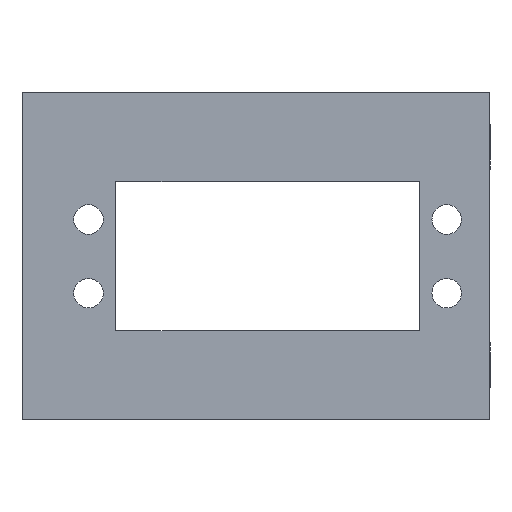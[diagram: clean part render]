
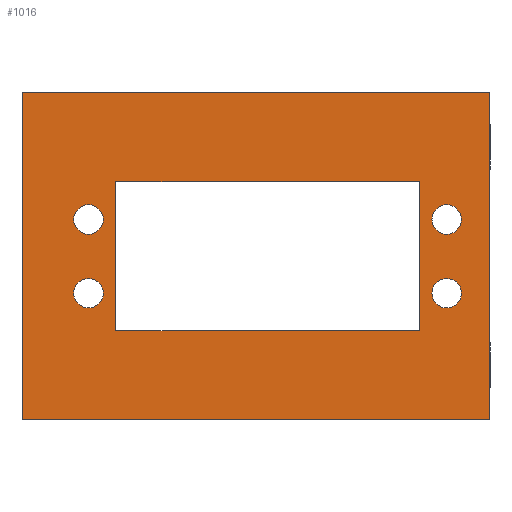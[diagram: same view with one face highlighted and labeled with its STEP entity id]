
A CAD part, left-side view. The second image highlights one B-rep face of the part: STEP entity #1016.
In plain terms, the highlighted planar face has unit normal (-1, 0, 0).
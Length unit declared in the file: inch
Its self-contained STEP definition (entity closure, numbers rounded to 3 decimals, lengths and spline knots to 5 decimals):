
#2 = EDGE_CURVE ( 'NONE', #1308, #560, #375, .T. ) ;
#8 = LINE ( 'NONE', #735, #1326 ) ;
#12 = CARTESIAN_POINT ( 'NONE',  ( 0., 2.06594, 0.195 ) ) ;
#27 = VECTOR ( 'NONE', #61, 39.37008 ) ;
#29 = ORIENTED_EDGE ( 'NONE', *, *, #1220, .T. ) ;
#34 = CARTESIAN_POINT ( 'NONE',  ( 0., 0.31004, 0.195 ) ) ;
#39 = EDGE_CURVE ( 'NONE', #586, #391, #551, .T. ) ;
#44 = FACE_BOUND ( 'NONE', #618, .T. ) ;
#50 = CIRCLE ( 'NONE', #673, 0.07874 ) ;
#54 = CARTESIAN_POINT ( 'NONE',  ( 0., 0.37787, 0.39685 ) ) ;
#57 = FACE_BOUND ( 'NONE', #286, .T. ) ;
#59 = EDGE_CURVE ( 'NONE', #139, #947, #1150, .T. ) ;
#61 = DIRECTION ( 'NONE',  ( 0., 1., 0. ) ) ;
#81 = VERTEX_POINT ( 'NONE', #1143 ) ;
#87 = AXIS2_PLACEMENT_3D ( 'NONE', #442, #219, #129 ) ;
#88 = EDGE_CURVE ( 'NONE', #947, #569, #142, .T. ) ;
#98 = DIRECTION ( 'NONE',  ( 1., 0., 0. ) ) ;
#129 = DIRECTION ( 'NONE',  ( 0., 1., 0. ) ) ;
#131 = CIRCLE ( 'NONE', #258, 0.07874 ) ;
#132 = DIRECTION ( 'NONE',  ( 0., 1., 0. ) ) ;
#139 = VERTEX_POINT ( 'NONE', #1090 ) ;
#140 = CARTESIAN_POINT ( 'NONE',  ( 0., 2.06594, -0.1987 ) ) ;
#142 = LINE ( 'NONE', #1236, #1289 ) ;
#152 = DIRECTION ( 'NONE',  ( 0., 1., 0. ) ) ;
#191 = DIRECTION ( 'NONE',  ( 0., 1., 0. ) ) ;
#208 = VERTEX_POINT ( 'NONE', #459 ) ;
#219 = DIRECTION ( 'NONE',  ( 1., 0., 0. ) ) ;
#226 = VERTEX_POINT ( 'NONE', #54 ) ;
#248 = CIRCLE ( 'NONE', #843, 0.07874 ) ;
#258 = AXIS2_PLACEMENT_3D ( 'NONE', #531, #727, #421 ) ;
#269 = EDGE_CURVE ( 'NONE', #81, #923, #986, .T. ) ;
#286 = EDGE_LOOP ( 'NONE', ( #410, #1066 ) ) ;
#303 = EDGE_CURVE ( 'NONE', #391, #226, #8, .T. ) ;
#320 = DIRECTION ( 'NONE',  ( 0., 0., -1. ) ) ;
#321 = EDGE_CURVE ( 'NONE', #842, #1230, #131, .T. ) ;
#335 = CARTESIAN_POINT ( 'NONE',  ( 0., 1.99811, 0.39685 ) ) ;
#364 = CARTESIAN_POINT ( 'NONE',  ( 0., 0.15256, 0.195 ) ) ;
#372 = AXIS2_PLACEMENT_3D ( 'NONE', #466, #98, #401 ) ;
#375 = CIRCLE ( 'NONE', #87, 0.07874 ) ;
#391 = VERTEX_POINT ( 'NONE', #1062 ) ;
#394 = CARTESIAN_POINT ( 'NONE',  ( 0., 1.99811, -0.40055 ) ) ;
#401 = DIRECTION ( 'NONE',  ( 0., 1., 0. ) ) ;
#402 = ORIENTED_EDGE ( 'NONE', *, *, #1307, .T. ) ;
#410 = ORIENTED_EDGE ( 'NONE', *, *, #2, .T. ) ;
#415 = ORIENTED_EDGE ( 'NONE', *, *, #303, .T. ) ;
#421 = DIRECTION ( 'NONE',  ( 0., 1., 0. ) ) ;
#431 = DIRECTION ( 'NONE',  ( 0., -1., 0. ) ) ;
#442 = CARTESIAN_POINT ( 'NONE',  ( 0., 0.2313, -0.1987 ) ) ;
#449 = LINE ( 'NONE', #463, #1162 ) ;
#456 = FACE_BOUND ( 'NONE', #1020, .T. ) ;
#457 = CARTESIAN_POINT ( 'NONE',  ( 0., 2.14469, -0.1987 ) ) ;
#459 = CARTESIAN_POINT ( 'NONE',  ( 0., 2.5, -0.875 ) ) ;
#463 = CARTESIAN_POINT ( 'NONE',  ( 0., 2.5, 0.875 ) ) ;
#466 = CARTESIAN_POINT ( 'NONE',  ( 0., 2.14469, 0.195 ) ) ;
#486 = CARTESIAN_POINT ( 'NONE',  ( 0., 0.15256, -0.1987 ) ) ;
#498 = ORIENTED_EDGE ( 'NONE', *, *, #269, .T. ) ;
#503 = VECTOR ( 'NONE', #742, 39.37008 ) ;
#512 = LINE ( 'NONE', #1144, #1038 ) ;
#519 = ORIENTED_EDGE ( 'NONE', *, *, #823, .T. ) ;
#531 = CARTESIAN_POINT ( 'NONE',  ( 0., 2.14469, 0.195 ) ) ;
#537 = EDGE_CURVE ( 'NONE', #923, #81, #559, .T. ) ;
#541 = ORIENTED_EDGE ( 'NONE', *, *, #39, .T. ) ;
#542 = EDGE_CURVE ( 'NONE', #1230, #842, #1306, .T. ) ;
#551 = LINE ( 'NONE', #335, #750 ) ;
#552 = CARTESIAN_POINT ( 'NONE',  ( 0., 0.31004, -0.1987 ) ) ;
#559 = CIRCLE ( 'NONE', #813, 0.07874 ) ;
#560 = VERTEX_POINT ( 'NONE', #486 ) ;
#568 = CARTESIAN_POINT ( 'NONE',  ( 0., 0.2313, -0.1987 ) ) ;
#569 = VERTEX_POINT ( 'NONE', #1115 ) ;
#578 = CARTESIAN_POINT ( 'NONE',  ( 0., 1.99811, -0.40055 ) ) ;
#586 = VERTEX_POINT ( 'NONE', #394 ) ;
#593 = EDGE_LOOP ( 'NONE', ( #29, #1116, #1222, #519 ) ) ;
#618 = EDGE_LOOP ( 'NONE', ( #674, #1093 ) ) ;
#640 = CARTESIAN_POINT ( 'NONE',  ( 0., 0., 0.875 ) ) ;
#662 = EDGE_LOOP ( 'NONE', ( #498, #1200 ) ) ;
#667 = CARTESIAN_POINT ( 'NONE',  ( 0., 2.22343, 0.195 ) ) ;
#673 = AXIS2_PLACEMENT_3D ( 'NONE', #779, #1064, #132 ) ;
#674 = ORIENTED_EDGE ( 'NONE', *, *, #321, .T. ) ;
#687 = AXIS2_PLACEMENT_3D ( 'NONE', #777, #1117, #191 ) ;
#727 = DIRECTION ( 'NONE',  ( 1., 0., 0. ) ) ;
#735 = CARTESIAN_POINT ( 'NONE',  ( 0., 1.99811, 0.39685 ) ) ;
#737 = DIRECTION ( 'NONE',  ( 0., 0., 1. ) ) ;
#742 = DIRECTION ( 'NONE',  ( 0., 0., -1. ) ) ;
#750 = VECTOR ( 'NONE', #737, 39.37008 ) ;
#769 = AXIS2_PLACEMENT_3D ( 'NONE', #568, #1279, #1264 ) ;
#774 = FACE_OUTER_BOUND ( 'NONE', #593, .T. ) ;
#777 = CARTESIAN_POINT ( 'NONE',  ( 0., 2.14469, -0.1987 ) ) ;
#779 = CARTESIAN_POINT ( 'NONE',  ( 0., 0.2313, 0.195 ) ) ;
#803 = VERTEX_POINT ( 'NONE', #364 ) ;
#810 = EDGE_CURVE ( 'NONE', #896, #803, #248, .T. ) ;
#813 = AXIS2_PLACEMENT_3D ( 'NONE', #457, #1276, #152 ) ;
#814 = EDGE_LOOP ( 'NONE', ( #541, #415, #1028, #402 ) ) ;
#823 = EDGE_CURVE ( 'NONE', #139, #208, #449, .T. ) ;
#836 = EDGE_CURVE ( 'NONE', #560, #1308, #1049, .T. ) ;
#842 = VERTEX_POINT ( 'NONE', #667 ) ;
#843 = AXIS2_PLACEMENT_3D ( 'NONE', #869, #1071, #1171 ) ;
#859 = DIRECTION ( 'NONE',  ( 1., 0., 0. ) ) ;
#869 = CARTESIAN_POINT ( 'NONE',  ( 0., 0.2313, 0.195 ) ) ;
#893 = EDGE_CURVE ( 'NONE', #226, #1043, #1258, .T. ) ;
#896 = VERTEX_POINT ( 'NONE', #34 ) ;
#906 = AXIS2_PLACEMENT_3D ( 'NONE', #1054, #859, #1275 ) ;
#923 = VERTEX_POINT ( 'NONE', #140 ) ;
#938 = DIRECTION ( 'NONE',  ( 0., -1., 0. ) ) ;
#947 = VERTEX_POINT ( 'NONE', #1173 ) ;
#964 = FACE_BOUND ( 'NONE', #814, .T. ) ;
#986 = CIRCLE ( 'NONE', #687, 0.07874 ) ;
#1016 = ADVANCED_FACE ( 'NONE', ( #964, #57, #44, #1286, #456, #774 ), #1185, .F. ) ;
#1020 = EDGE_LOOP ( 'NONE', ( #1311, #1280 ) ) ;
#1028 = ORIENTED_EDGE ( 'NONE', *, *, #893, .T. ) ;
#1038 = VECTOR ( 'NONE', #431, 39.37008 ) ;
#1043 = VERTEX_POINT ( 'NONE', #1088 ) ;
#1049 = CIRCLE ( 'NONE', #769, 0.07874 ) ;
#1054 = CARTESIAN_POINT ( 'NONE',  ( 0., 0., 0.875 ) ) ;
#1059 = CARTESIAN_POINT ( 'NONE',  ( 0., 0.37787, 0.39685 ) ) ;
#1062 = CARTESIAN_POINT ( 'NONE',  ( 0., 1.99811, 0.39685 ) ) ;
#1064 = DIRECTION ( 'NONE',  ( 1., 0., 0. ) ) ;
#1066 = ORIENTED_EDGE ( 'NONE', *, *, #836, .T. ) ;
#1071 = DIRECTION ( 'NONE',  ( 1., 0., 0. ) ) ;
#1080 = DIRECTION ( 'NONE',  ( 0., 0., -1. ) ) ;
#1088 = CARTESIAN_POINT ( 'NONE',  ( 0., 0.37787, -0.40055 ) ) ;
#1090 = CARTESIAN_POINT ( 'NONE',  ( 0., 2.5, 0.875 ) ) ;
#1091 = LINE ( 'NONE', #578, #27 ) ;
#1093 = ORIENTED_EDGE ( 'NONE', *, *, #542, .T. ) ;
#1115 = CARTESIAN_POINT ( 'NONE',  ( 0., 0., -0.875 ) ) ;
#1116 = ORIENTED_EDGE ( 'NONE', *, *, #88, .F. ) ;
#1117 = DIRECTION ( 'NONE',  ( 1., 0., 0. ) ) ;
#1143 = CARTESIAN_POINT ( 'NONE',  ( 0., 2.22343, -0.1987 ) ) ;
#1144 = CARTESIAN_POINT ( 'NONE',  ( 0., 0., -0.875 ) ) ;
#1150 = LINE ( 'NONE', #640, #1181 ) ;
#1162 = VECTOR ( 'NONE', #1080, 39.37008 ) ;
#1171 = DIRECTION ( 'NONE',  ( 0., 1., 0. ) ) ;
#1173 = CARTESIAN_POINT ( 'NONE',  ( 0., 0., 0.875 ) ) ;
#1181 = VECTOR ( 'NONE', #1242, 39.37008 ) ;
#1185 = PLANE ( 'NONE',  #906 ) ;
#1200 = ORIENTED_EDGE ( 'NONE', *, *, #537, .T. ) ;
#1220 = EDGE_CURVE ( 'NONE', #208, #569, #512, .T. ) ;
#1222 = ORIENTED_EDGE ( 'NONE', *, *, #59, .F. ) ;
#1230 = VERTEX_POINT ( 'NONE', #12 ) ;
#1236 = CARTESIAN_POINT ( 'NONE',  ( 0., 0., 0.875 ) ) ;
#1242 = DIRECTION ( 'NONE',  ( 0., -1., 0. ) ) ;
#1258 = LINE ( 'NONE', #1059, #503 ) ;
#1264 = DIRECTION ( 'NONE',  ( 0., 1., 0. ) ) ;
#1275 = DIRECTION ( 'NONE',  ( 0., 0., -1. ) ) ;
#1276 = DIRECTION ( 'NONE',  ( 1., 0., 0. ) ) ;
#1279 = DIRECTION ( 'NONE',  ( 1., 0., 0. ) ) ;
#1280 = ORIENTED_EDGE ( 'NONE', *, *, #1301, .T. ) ;
#1286 = FACE_BOUND ( 'NONE', #662, .T. ) ;
#1289 = VECTOR ( 'NONE', #320, 39.37008 ) ;
#1301 = EDGE_CURVE ( 'NONE', #803, #896, #50, .T. ) ;
#1306 = CIRCLE ( 'NONE', #372, 0.07874 ) ;
#1307 = EDGE_CURVE ( 'NONE', #1043, #586, #1091, .T. ) ;
#1308 = VERTEX_POINT ( 'NONE', #552 ) ;
#1311 = ORIENTED_EDGE ( 'NONE', *, *, #810, .T. ) ;
#1326 = VECTOR ( 'NONE', #938, 39.37008 ) ;
